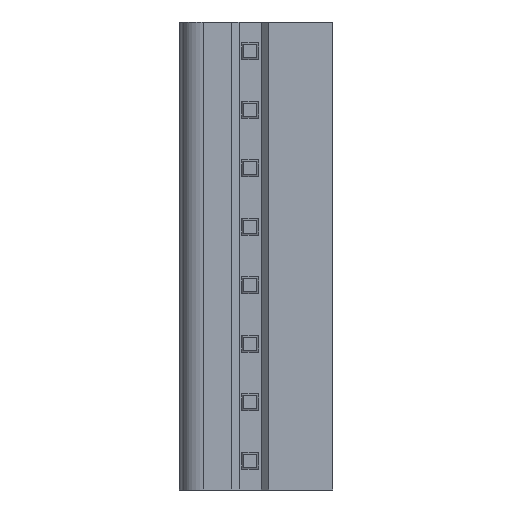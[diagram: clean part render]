
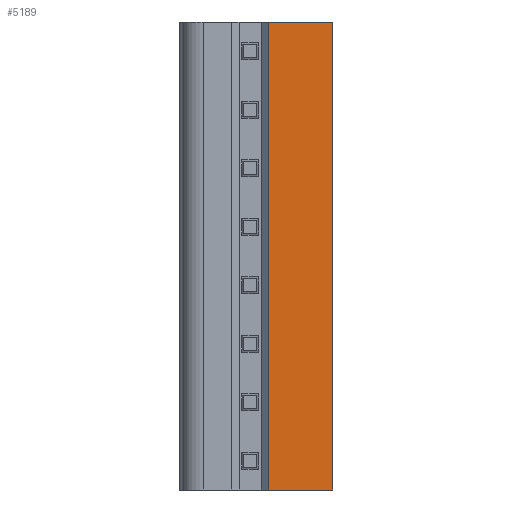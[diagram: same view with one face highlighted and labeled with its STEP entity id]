
A CAD part, front view. The second image highlights one B-rep face of the part: STEP entity #5189.
In plain terms, the highlighted planar face has unit normal (0, -1, 0).
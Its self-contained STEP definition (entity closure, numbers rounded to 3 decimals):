
#75 = VERTEX_POINT ( 'NONE', #4969 ) ;
#341 = DIRECTION ( 'NONE',  ( 1., 0., 0. ) ) ;
#633 = EDGE_CURVE ( 'NONE', #1545, #75, #4100, .T. ) ;
#659 = FACE_OUTER_BOUND ( 'NONE', #5115, .T. ) ;
#695 = VECTOR ( 'NONE', #341, 1000. ) ;
#727 = ORIENTED_EDGE ( 'NONE', *, *, #633, .F. ) ;
#1159 = VERTEX_POINT ( 'NONE', #2308 ) ;
#1288 = DIRECTION ( 'NONE',  ( 0., 0., -1. ) ) ;
#1481 = ORIENTED_EDGE ( 'NONE', *, *, #3839, .T. ) ;
#1545 = VERTEX_POINT ( 'NONE', #5234 ) ;
#2131 = EDGE_CURVE ( 'NONE', #1159, #75, #4214, .T. ) ;
#2308 = CARTESIAN_POINT ( 'NONE',  ( -4.35, 0., -31.68 ) ) ;
#2389 = DIRECTION ( 'NONE',  ( 0., 0., -1. ) ) ;
#2420 = LINE ( 'NONE', #5656, #4158 ) ;
#2993 = EDGE_CURVE ( 'NONE', #3603, #1545, #5185, .T. ) ;
#3001 = ORIENTED_EDGE ( 'NONE', *, *, #2993, .F. ) ;
#3005 = CARTESIAN_POINT ( 'NONE',  ( 0., 0., -31.68 ) ) ;
#3309 = VECTOR ( 'NONE', #4108, 1000. ) ;
#3603 = VERTEX_POINT ( 'NONE', #4051 ) ;
#3839 = EDGE_CURVE ( 'NONE', #3603, #1159, #2420, .T. ) ;
#4051 = CARTESIAN_POINT ( 'NONE',  ( -4.35, 0., 0. ) ) ;
#4100 = LINE ( 'NONE', #3005, #5465 ) ;
#4108 = DIRECTION ( 'NONE',  ( 1., 0., 0. ) ) ;
#4158 = VECTOR ( 'NONE', #2389, 1000. ) ;
#4214 = LINE ( 'NONE', #4689, #3309 ) ;
#4689 = CARTESIAN_POINT ( 'NONE',  ( -8.25, 0., -31.68 ) ) ;
#4727 = CARTESIAN_POINT ( 'NONE',  ( -8.25, 0., 0. ) ) ;
#4969 = CARTESIAN_POINT ( 'NONE',  ( 0., 0., -31.68 ) ) ;
#5002 = CARTESIAN_POINT ( 'NONE',  ( 0., 0., -31.68 ) ) ;
#5101 = DIRECTION ( 'NONE',  ( 0., -1., 0. ) ) ;
#5115 = EDGE_LOOP ( 'NONE', ( #6182, #727, #3001, #1481 ) ) ;
#5185 = LINE ( 'NONE', #4727, #695 ) ;
#5189 = ADVANCED_FACE ( 'NONE', ( #659 ), #6620, .T. ) ;
#5210 = DIRECTION ( 'NONE',  ( 0., 0., -1. ) ) ;
#5234 = CARTESIAN_POINT ( 'NONE',  ( 0., 0., 0. ) ) ;
#5465 = VECTOR ( 'NONE', #5210, 1000. ) ;
#5656 = CARTESIAN_POINT ( 'NONE',  ( -4.35, 0., -31.68 ) ) ;
#5782 = AXIS2_PLACEMENT_3D ( 'NONE', #5002, #5101, #1288 ) ;
#6182 = ORIENTED_EDGE ( 'NONE', *, *, #2131, .T. ) ;
#6620 = PLANE ( 'NONE',  #5782 ) ;
